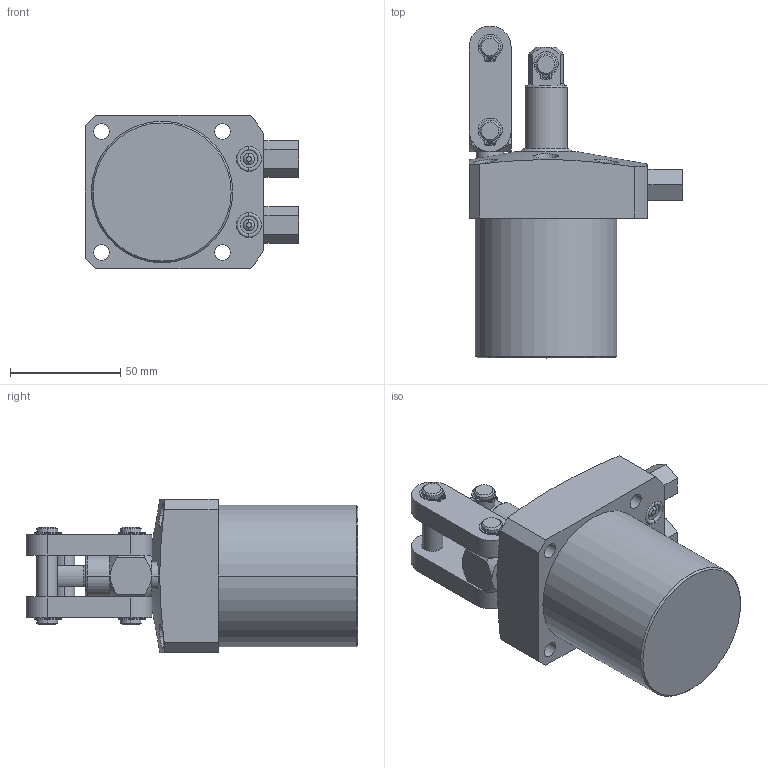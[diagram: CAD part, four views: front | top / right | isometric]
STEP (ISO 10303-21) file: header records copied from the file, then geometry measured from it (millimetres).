
FILE_DESCRIPTION((''),'2;1');
FILE_NAME('ILCP1662150','2007-06-11T',('GLR'),(''),'PRO/ENGINEER BY PARAMETRIC TECHNOLOGY CORPORATION, 2005180','PRO/ENGINEER BY PARAMETRIC TECHNOLOGY CORPORATION, 2005180','');
FILE_SCHEMA(('AUTOMOTIVE_DESIGN_CC2 { 1 2 10303 214 -1 1 5 2 }'));
Length unit declared in the file: inch
Products named in the file (1): ILCP1662150
Bounding box: 97.09 x 150.8 x 69.85 mm (x, y, z)
Volume: 393585.2 mm3; surface area: 50536.4 mm2
Topology: 3 solids, 5 shells, 298 faces, 759 edges, 492 vertices
Faces by surface type: cylinder 130, plane 120, cone 34, torus 10, sphere 4
Entity records: 9590 total; most frequent: CARTESIAN_POINT 1981, DIRECTION 1647, ORIENTED_EDGE 1502, EDGE_CURVE 755, AXIS2_PLACEMENT_3D 647, VERTEX_POINT 492, EDGE_LOOP 361, VECTOR 353
